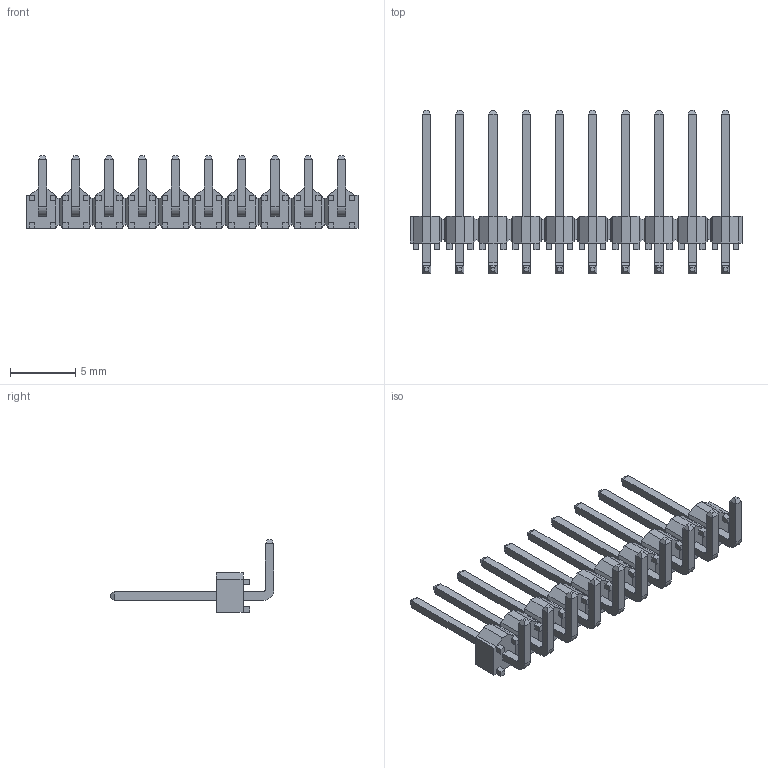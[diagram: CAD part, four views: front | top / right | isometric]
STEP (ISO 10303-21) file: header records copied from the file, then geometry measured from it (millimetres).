
FILE_DESCRIPTION (( 'STEP AP214' ), '1' );
FILE_NAME ('TSW_110_25_G_S_RA.STEP', '2020-10-13T11:23:19', ( '' ), ( '' ), 'SwSTEP 2.0', 'SolidWorks 2018', '' );
FILE_SCHEMA (( 'AUTOMOTIVE_DESIGN' ));
Length unit declared in the file: millimetre
Products named in the file (3): TSW_110_25_G_S_RA; TSW_110_25_G_S_RA_3; TSW_110_25_G_S_RA_5
Assembly tree (2 placements, depth 2):
  TSW_110_25_G_S_RA
    TSW_110_25_G_S_RA_3
    TSW_110_25_G_S_RA_5
Bounding box: 25.4 x 12.51 x 5.56 mm (x, y, z)
Volume: 200.8 mm3; surface area: 804.1 mm2
Topology: 2 solids, 2 shells, 598 faces, 1498 edges, 924 vertices
Faces by surface type: plane 578, cylinder 20
Entity records: 23938 total; most frequent: CARTESIAN_POINT 3025, ORIENTED_EDGE 2996, DIRECTION 2744, EDGE_CURVE 1498, LINE 1458, VECTOR 1458, VERTEX_POINT 924, AXIS2_PLACEMENT_3D 643
